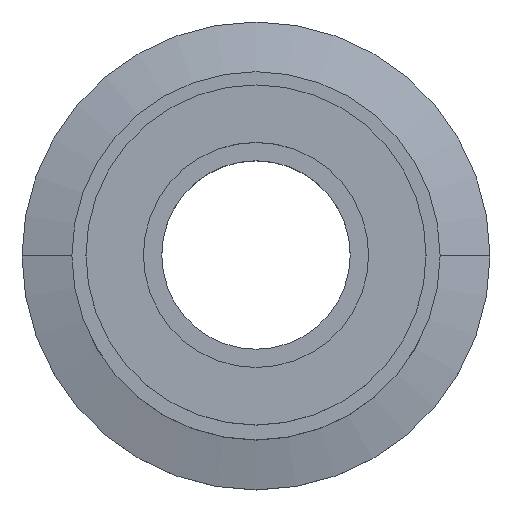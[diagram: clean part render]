
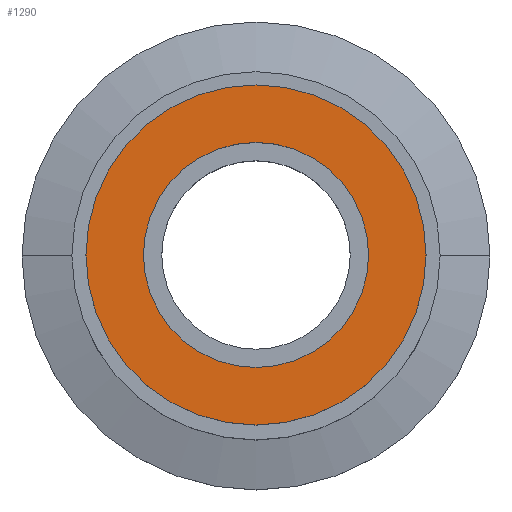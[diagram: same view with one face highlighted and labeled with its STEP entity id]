
A CAD part, top view. The second image highlights one B-rep face of the part: STEP entity #1290.
In plain terms, the highlighted planar face has unit normal (0, 0, 1).
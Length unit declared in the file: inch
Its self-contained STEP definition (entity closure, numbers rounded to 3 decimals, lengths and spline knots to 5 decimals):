
#1 = DIRECTION ( 'NONE',  ( 0., 0., -1. ) ) ;
#59 = CARTESIAN_POINT ( 'NONE',  ( -0.785, 0., 2.754 ) ) ;
#96 = CARTESIAN_POINT ( 'NONE',  ( 0., 0., 2.754 ) ) ;
#114 = EDGE_CURVE ( 'NONE', #350, #794, #1126, .T. ) ;
#143 = CARTESIAN_POINT ( 'NONE',  ( 0.785, 0., 2.754 ) ) ;
#156 = EDGE_LOOP ( 'NONE', ( #1274, #1195 ) ) ;
#175 = VERTEX_POINT ( 'NONE', #59 ) ;
#217 = DIRECTION ( 'NONE',  ( -1., 0., 0. ) ) ;
#230 = PLANE ( 'NONE',  #944 ) ;
#289 = EDGE_CURVE ( 'NONE', #794, #350, #489, .T. ) ;
#350 = VERTEX_POINT ( 'NONE', #1021 ) ;
#455 = CARTESIAN_POINT ( 'NONE',  ( 0., 0., 2.754 ) ) ;
#489 = CIRCLE ( 'NONE', #1129, 0.5195 ) ;
#551 = AXIS2_PLACEMENT_3D ( 'NONE', #96, #1, #1210 ) ;
#578 = ORIENTED_EDGE ( 'NONE', *, *, #114, .T. ) ;
#629 = DIRECTION ( 'NONE',  ( -1., 0., 0. ) ) ;
#644 = AXIS2_PLACEMENT_3D ( 'NONE', #1132, #1115, #217 ) ;
#671 = DIRECTION ( 'NONE',  ( 0., 0., -1. ) ) ;
#689 = CIRCLE ( 'NONE', #735, 0.785 ) ;
#717 = CARTESIAN_POINT ( 'NONE',  ( -0.5195, 0., 2.754 ) ) ;
#732 = FACE_BOUND ( 'NONE', #742, .T. ) ;
#735 = AXIS2_PLACEMENT_3D ( 'NONE', #1166, #1267, #769 ) ;
#742 = EDGE_LOOP ( 'NONE', ( #1154, #578 ) ) ;
#744 = DIRECTION ( 'NONE',  ( 0., 0., -1. ) ) ;
#769 = DIRECTION ( 'NONE',  ( -1., 0., 0. ) ) ;
#794 = VERTEX_POINT ( 'NONE', #717 ) ;
#823 = VERTEX_POINT ( 'NONE', #912 ) ;
#859 = EDGE_CURVE ( 'NONE', #823, #175, #1220, .T. ) ;
#865 = DIRECTION ( 'NONE',  ( -1., 0., 0. ) ) ;
#866 = FACE_OUTER_BOUND ( 'NONE', #156, .T. ) ;
#912 = CARTESIAN_POINT ( 'NONE',  ( 0.785, 0., 2.754 ) ) ;
#944 = AXIS2_PLACEMENT_3D ( 'NONE', #143, #744, #629 ) ;
#1021 = CARTESIAN_POINT ( 'NONE',  ( 0.5195, 0., 2.754 ) ) ;
#1032 = EDGE_CURVE ( 'NONE', #175, #823, #689, .T. ) ;
#1115 = DIRECTION ( 'NONE',  ( 0., 0., -1. ) ) ;
#1126 = CIRCLE ( 'NONE', #551, 0.5195 ) ;
#1129 = AXIS2_PLACEMENT_3D ( 'NONE', #455, #671, #865 ) ;
#1132 = CARTESIAN_POINT ( 'NONE',  ( 0., 0., 2.754 ) ) ;
#1154 = ORIENTED_EDGE ( 'NONE', *, *, #289, .T. ) ;
#1166 = CARTESIAN_POINT ( 'NONE',  ( 0., 0., 2.754 ) ) ;
#1195 = ORIENTED_EDGE ( 'NONE', *, *, #859, .F. ) ;
#1210 = DIRECTION ( 'NONE',  ( -1., 0., 0. ) ) ;
#1220 = CIRCLE ( 'NONE', #644, 0.785 ) ;
#1267 = DIRECTION ( 'NONE',  ( 0., 0., -1. ) ) ;
#1274 = ORIENTED_EDGE ( 'NONE', *, *, #1032, .F. ) ;
#1290 = ADVANCED_FACE ( 'NONE', ( #866, #732 ), #230, .F. ) ;
